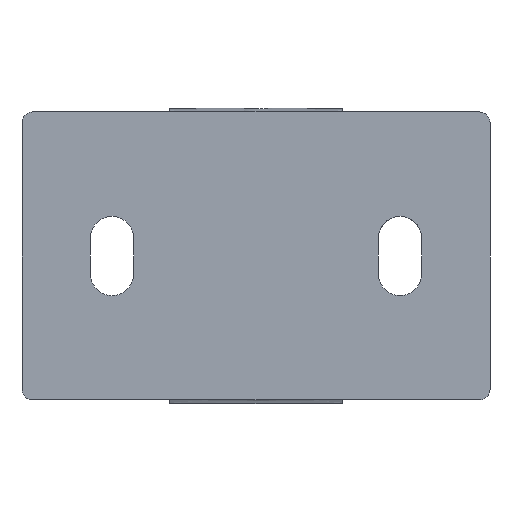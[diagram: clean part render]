
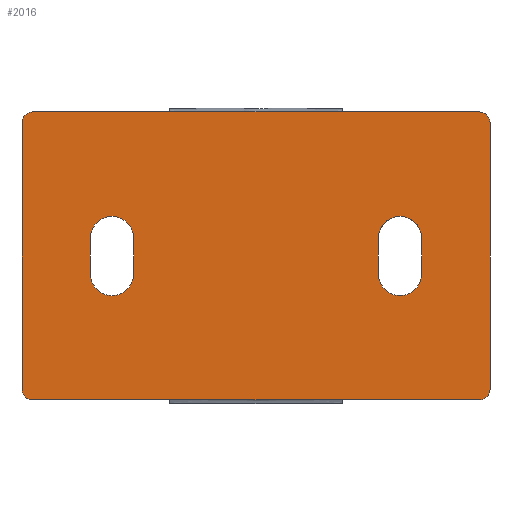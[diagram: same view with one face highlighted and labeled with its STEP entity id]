
A CAD part, front view. The second image highlights one B-rep face of the part: STEP entity #2016.
In plain terms, the highlighted free-form (B-spline) face has degree [1, 1] with [2, 2] control points.
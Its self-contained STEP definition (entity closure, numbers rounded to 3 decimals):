
#768 = VERTEX_POINT('',#769);
#769 = CARTESIAN_POINT('',(65.475,0.,7.117));
#776 = VERTEX_POINT('',#777);
#777 = CARTESIAN_POINT('',(56.935,0.,15.657));
#782 = EDGE_CURVE('',#768,#776,#783,.T.);
#783 = ( BOUNDED_CURVE() B_SPLINE_CURVE(2,(#784,#785,#786),
.UNSPECIFIED.,.F.,.F.) B_SPLINE_CURVE_WITH_KNOTS((3,3),(1.571,
3.142),.PIECEWISE_BEZIER_KNOTS.) CURVE() 
GEOMETRIC_REPRESENTATION_ITEM() RATIONAL_B_SPLINE_CURVE((1.,
0.707,1.)) REPRESENTATION_ITEM('') );
#784 = CARTESIAN_POINT('',(65.475,0.,7.117));
#785 = CARTESIAN_POINT('',(65.475,0.,15.657));
#786 = CARTESIAN_POINT('',(56.935,0.,15.657));
#839 = VERTEX_POINT('',#840);
#840 = CARTESIAN_POINT('',(-48.395,0.,7.117));
#847 = VERTEX_POINT('',#848);
#848 = CARTESIAN_POINT('',(-56.935,0.,15.657));
#853 = EDGE_CURVE('',#847,#839,#854,.T.);
#854 = ( BOUNDED_CURVE() B_SPLINE_CURVE(2,(#855,#856,#857),
.UNSPECIFIED.,.F.,.F.) B_SPLINE_CURVE_WITH_KNOTS((3,3),(3.142,
4.712),.PIECEWISE_BEZIER_KNOTS.) CURVE() 
GEOMETRIC_REPRESENTATION_ITEM() RATIONAL_B_SPLINE_CURVE((1.,
0.707,1.)) REPRESENTATION_ITEM('') );
#855 = CARTESIAN_POINT('',(-56.935,0.,15.657));
#856 = CARTESIAN_POINT('',(-48.395,0.,15.657));
#857 = CARTESIAN_POINT('',(-48.395,0.,7.117));
#2016 = ADVANCED_FACE('',(#2017,#2050,#2112),#2145,.T.);
#2017 = FACE_BOUND('',#2018,.T.);
#2018 = EDGE_LOOP('',(#2019,#2028,#2034,#2035,#2042));
#2019 = ORIENTED_EDGE('',*,*,#2020,.T.);
#2020 = EDGE_CURVE('',#2021,#2023,#2025,.T.);
#2021 = VERTEX_POINT('',#2022);
#2022 = CARTESIAN_POINT('',(-65.475,0.,-7.117));
#2023 = VERTEX_POINT('',#2024);
#2024 = CARTESIAN_POINT('',(-65.475,0.,7.117));
#2025 = B_SPLINE_CURVE_WITH_KNOTS('',1,(#2026,#2027),.UNSPECIFIED.,.F.,
  .F.,(2,2),(0.,10.),.PIECEWISE_BEZIER_KNOTS.);
#2026 = CARTESIAN_POINT('',(-65.475,0.,-7.117));
#2027 = CARTESIAN_POINT('',(-65.475,0.,7.117));
#2028 = ORIENTED_EDGE('',*,*,#2029,.T.);
#2029 = EDGE_CURVE('',#2023,#847,#2030,.T.);
#2030 = ( BOUNDED_CURVE() B_SPLINE_CURVE(2,(#2031,#2032,#2033),
.UNSPECIFIED.,.F.,.F.) B_SPLINE_CURVE_WITH_KNOTS((3,3),(1.571,
3.142),.PIECEWISE_BEZIER_KNOTS.) CURVE() 
GEOMETRIC_REPRESENTATION_ITEM() RATIONAL_B_SPLINE_CURVE((1.,
0.707,1.)) REPRESENTATION_ITEM('') );
#2031 = CARTESIAN_POINT('',(-65.475,0.,7.117));
#2032 = CARTESIAN_POINT('',(-65.475,0.,15.657));
#2033 = CARTESIAN_POINT('',(-56.935,0.,15.657));
#2034 = ORIENTED_EDGE('',*,*,#853,.T.);
#2035 = ORIENTED_EDGE('',*,*,#2036,.T.);
#2036 = EDGE_CURVE('',#839,#2037,#2039,.T.);
#2037 = VERTEX_POINT('',#2038);
#2038 = CARTESIAN_POINT('',(-48.395,0.,-7.117));
#2039 = B_SPLINE_CURVE_WITH_KNOTS('',1,(#2040,#2041),.UNSPECIFIED.,.F.,
  .F.,(2,2),(-10.,0.),.PIECEWISE_BEZIER_KNOTS.);
#2040 = CARTESIAN_POINT('',(-48.395,0.,7.117));
#2041 = CARTESIAN_POINT('',(-48.395,0.,-7.117));
#2042 = ORIENTED_EDGE('',*,*,#2043,.T.);
#2043 = EDGE_CURVE('',#2037,#2021,#2044,.T.);
#2044 = ( BOUNDED_CURVE() B_SPLINE_CURVE(2,(#2045,#2046,#2047,#2048,
#2049),.UNSPECIFIED.,.F.,.F.) B_SPLINE_CURVE_WITH_KNOTS((3,2,3),(
    4.712,6.283,7.854),
.PIECEWISE_BEZIER_KNOTS.) CURVE() GEOMETRIC_REPRESENTATION_ITEM() 
RATIONAL_B_SPLINE_CURVE((1.,0.707,1.,0.707,1.)) 
REPRESENTATION_ITEM('') );
#2045 = CARTESIAN_POINT('',(-48.395,0.,-7.117));
#2046 = CARTESIAN_POINT('',(-48.395,0.,-15.657));
#2047 = CARTESIAN_POINT('',(-56.935,0.,-15.657));
#2048 = CARTESIAN_POINT('',(-65.475,0.,-15.657));
#2049 = CARTESIAN_POINT('',(-65.475,0.,-7.117));
#2050 = FACE_BOUND('',#2051,.T.);
#2051 = EDGE_LOOP('',(#2052,#2061,#2069,#2076,#2084,#2091,#2099,#2106));
#2052 = ORIENTED_EDGE('',*,*,#2053,.F.);
#2053 = EDGE_CURVE('',#2054,#2056,#2058,.T.);
#2054 = VERTEX_POINT('',#2055);
#2055 = CARTESIAN_POINT('',(-92.52,0.,-52.665));
#2056 = VERTEX_POINT('',#2057);
#2057 = CARTESIAN_POINT('',(-92.52,0.,52.665));
#2058 = B_SPLINE_CURVE_WITH_KNOTS('',1,(#2059,#2060),.UNSPECIFIED.,.F.,
  .F.,(2,2),(3.,77.),.PIECEWISE_BEZIER_KNOTS.);
#2059 = CARTESIAN_POINT('',(-92.52,0.,-52.665));
#2060 = CARTESIAN_POINT('',(-92.52,0.,52.665));
#2061 = ORIENTED_EDGE('',*,*,#2062,.T.);
#2062 = EDGE_CURVE('',#2054,#2063,#2065,.T.);
#2063 = VERTEX_POINT('',#2064);
#2064 = CARTESIAN_POINT('',(-88.249,0.,-56.935));
#2065 = ( BOUNDED_CURVE() B_SPLINE_CURVE(2,(#2066,#2067,#2068),
.UNSPECIFIED.,.F.,.F.) B_SPLINE_CURVE_WITH_KNOTS((3,3),(4.712,
6.283),.PIECEWISE_BEZIER_KNOTS.) CURVE() 
GEOMETRIC_REPRESENTATION_ITEM() RATIONAL_B_SPLINE_CURVE((1.,
0.707,1.)) REPRESENTATION_ITEM('') );
#2066 = CARTESIAN_POINT('',(-92.52,0.,-52.665));
#2067 = CARTESIAN_POINT('',(-92.52,0.,-56.935));
#2068 = CARTESIAN_POINT('',(-88.249,0.,-56.935));
#2069 = ORIENTED_EDGE('',*,*,#2070,.F.);
#2070 = EDGE_CURVE('',#2071,#2063,#2073,.T.);
#2071 = VERTEX_POINT('',#2072);
#2072 = CARTESIAN_POINT('',(88.249,0.,-56.935));
#2073 = B_SPLINE_CURVE_WITH_KNOTS('',1,(#2074,#2075),.UNSPECIFIED.,.F.,
  .F.,(2,2),(3.,127.),.PIECEWISE_BEZIER_KNOTS.);
#2074 = CARTESIAN_POINT('',(88.249,0.,-56.935));
#2075 = CARTESIAN_POINT('',(-88.249,0.,-56.935));
#2076 = ORIENTED_EDGE('',*,*,#2077,.T.);
#2077 = EDGE_CURVE('',#2071,#2078,#2080,.T.);
#2078 = VERTEX_POINT('',#2079);
#2079 = CARTESIAN_POINT('',(92.52,0.,-52.665));
#2080 = ( BOUNDED_CURVE() B_SPLINE_CURVE(2,(#2081,#2082,#2083),
.UNSPECIFIED.,.F.,.F.) B_SPLINE_CURVE_WITH_KNOTS((3,3),(0.,
1.571),.PIECEWISE_BEZIER_KNOTS.) CURVE() 
GEOMETRIC_REPRESENTATION_ITEM() RATIONAL_B_SPLINE_CURVE((1.,
0.707,1.)) REPRESENTATION_ITEM('') );
#2081 = CARTESIAN_POINT('',(88.249,0.,-56.935));
#2082 = CARTESIAN_POINT('',(92.52,0.,-56.935));
#2083 = CARTESIAN_POINT('',(92.52,0.,-52.665));
#2084 = ORIENTED_EDGE('',*,*,#2085,.F.);
#2085 = EDGE_CURVE('',#2086,#2078,#2088,.T.);
#2086 = VERTEX_POINT('',#2087);
#2087 = CARTESIAN_POINT('',(92.52,0.,52.665));
#2088 = B_SPLINE_CURVE_WITH_KNOTS('',1,(#2089,#2090),.UNSPECIFIED.,.F.,
  .F.,(2,2),(-77.,-3.),.PIECEWISE_BEZIER_KNOTS.);
#2089 = CARTESIAN_POINT('',(92.52,0.,52.665));
#2090 = CARTESIAN_POINT('',(92.52,0.,-52.665));
#2091 = ORIENTED_EDGE('',*,*,#2092,.T.);
#2092 = EDGE_CURVE('',#2086,#2093,#2095,.T.);
#2093 = VERTEX_POINT('',#2094);
#2094 = CARTESIAN_POINT('',(88.249,0.,56.935));
#2095 = ( BOUNDED_CURVE() B_SPLINE_CURVE(2,(#2096,#2097,#2098),
.UNSPECIFIED.,.F.,.F.) B_SPLINE_CURVE_WITH_KNOTS((3,3),(1.571,
3.142),.PIECEWISE_BEZIER_KNOTS.) CURVE() 
GEOMETRIC_REPRESENTATION_ITEM() RATIONAL_B_SPLINE_CURVE((1.,
0.707,1.)) REPRESENTATION_ITEM('') );
#2096 = CARTESIAN_POINT('',(92.52,0.,52.665));
#2097 = CARTESIAN_POINT('',(92.52,0.,56.935));
#2098 = CARTESIAN_POINT('',(88.249,0.,56.935));
#2099 = ORIENTED_EDGE('',*,*,#2100,.F.);
#2100 = EDGE_CURVE('',#2101,#2093,#2103,.T.);
#2101 = VERTEX_POINT('',#2102);
#2102 = CARTESIAN_POINT('',(-88.249,0.,56.935));
#2103 = B_SPLINE_CURVE_WITH_KNOTS('',1,(#2104,#2105),.UNSPECIFIED.,.F.,
  .F.,(2,2),(-127.,-3.),.PIECEWISE_BEZIER_KNOTS.);
#2104 = CARTESIAN_POINT('',(-88.249,0.,56.935));
#2105 = CARTESIAN_POINT('',(88.249,0.,56.935));
#2106 = ORIENTED_EDGE('',*,*,#2107,.T.);
#2107 = EDGE_CURVE('',#2101,#2056,#2108,.T.);
#2108 = ( BOUNDED_CURVE() B_SPLINE_CURVE(2,(#2109,#2110,#2111),
.UNSPECIFIED.,.F.,.F.) B_SPLINE_CURVE_WITH_KNOTS((3,3),(3.142,
4.712),.PIECEWISE_BEZIER_KNOTS.) CURVE() 
GEOMETRIC_REPRESENTATION_ITEM() RATIONAL_B_SPLINE_CURVE((1.,
0.707,1.)) REPRESENTATION_ITEM('') );
#2109 = CARTESIAN_POINT('',(-88.249,0.,56.935));
#2110 = CARTESIAN_POINT('',(-92.52,0.,56.935));
#2111 = CARTESIAN_POINT('',(-92.52,0.,52.665));
#2112 = FACE_BOUND('',#2113,.T.);
#2113 = EDGE_LOOP('',(#2114,#2121,#2131,#2138,#2144));
#2114 = ORIENTED_EDGE('',*,*,#2115,.F.);
#2115 = EDGE_CURVE('',#2116,#768,#2118,.T.);
#2116 = VERTEX_POINT('',#2117);
#2117 = CARTESIAN_POINT('',(65.475,0.,-7.117));
#2118 = B_SPLINE_CURVE_WITH_KNOTS('',1,(#2119,#2120),.UNSPECIFIED.,.F.,
  .F.,(2,2),(0.,10.),.PIECEWISE_BEZIER_KNOTS.);
#2119 = CARTESIAN_POINT('',(65.475,0.,-7.117));
#2120 = CARTESIAN_POINT('',(65.475,0.,7.117));
#2121 = ORIENTED_EDGE('',*,*,#2122,.F.);
#2122 = EDGE_CURVE('',#2123,#2116,#2125,.T.);
#2123 = VERTEX_POINT('',#2124);
#2124 = CARTESIAN_POINT('',(48.395,0.,-7.117));
#2125 = ( BOUNDED_CURVE() B_SPLINE_CURVE(2,(#2126,#2127,#2128,#2129,
#2130),.UNSPECIFIED.,.F.,.F.) B_SPLINE_CURVE_WITH_KNOTS((3,2,3),(
    4.712,6.283,7.854),
.PIECEWISE_BEZIER_KNOTS.) CURVE() GEOMETRIC_REPRESENTATION_ITEM() 
RATIONAL_B_SPLINE_CURVE((1.,0.707,1.,0.707,1.)) 
REPRESENTATION_ITEM('') );
#2126 = CARTESIAN_POINT('',(48.395,0.,-7.117));
#2127 = CARTESIAN_POINT('',(48.395,0.,-15.657));
#2128 = CARTESIAN_POINT('',(56.935,0.,-15.657));
#2129 = CARTESIAN_POINT('',(65.475,0.,-15.657));
#2130 = CARTESIAN_POINT('',(65.475,0.,-7.117));
#2131 = ORIENTED_EDGE('',*,*,#2132,.F.);
#2132 = EDGE_CURVE('',#2133,#2123,#2135,.T.);
#2133 = VERTEX_POINT('',#2134);
#2134 = CARTESIAN_POINT('',(48.395,0.,7.117));
#2135 = B_SPLINE_CURVE_WITH_KNOTS('',1,(#2136,#2137),.UNSPECIFIED.,.F.,
  .F.,(2,2),(-10.,0.),.PIECEWISE_BEZIER_KNOTS.);
#2136 = CARTESIAN_POINT('',(48.395,0.,7.117));
#2137 = CARTESIAN_POINT('',(48.395,0.,-7.117));
#2138 = ORIENTED_EDGE('',*,*,#2139,.F.);
#2139 = EDGE_CURVE('',#776,#2133,#2140,.T.);
#2140 = ( BOUNDED_CURVE() B_SPLINE_CURVE(2,(#2141,#2142,#2143),
.UNSPECIFIED.,.F.,.F.) B_SPLINE_CURVE_WITH_KNOTS((3,3),(3.142,
4.712),.PIECEWISE_BEZIER_KNOTS.) CURVE() 
GEOMETRIC_REPRESENTATION_ITEM() RATIONAL_B_SPLINE_CURVE((1.,
0.707,1.)) REPRESENTATION_ITEM('') );
#2141 = CARTESIAN_POINT('',(56.935,0.,15.657));
#2142 = CARTESIAN_POINT('',(48.395,0.,15.657));
#2143 = CARTESIAN_POINT('',(48.395,0.,7.117));
#2144 = ORIENTED_EDGE('',*,*,#782,.F.);
#2145 = B_SPLINE_SURFACE_WITH_KNOTS('',1,1,(
    (#2146,#2147)
    ,(#2148,#2149
    )),.UNSPECIFIED.,.F.,.F.,.F.,(2,2),(2,2),(-40.,40.),(-65.,65.),
  .PIECEWISE_BEZIER_KNOTS.);
#2146 = CARTESIAN_POINT('',(-92.52,0.,56.935));
#2147 = CARTESIAN_POINT('',(92.52,0.,56.935));
#2148 = CARTESIAN_POINT('',(-92.52,0.,-56.935));
#2149 = CARTESIAN_POINT('',(92.52,0.,-56.935));
